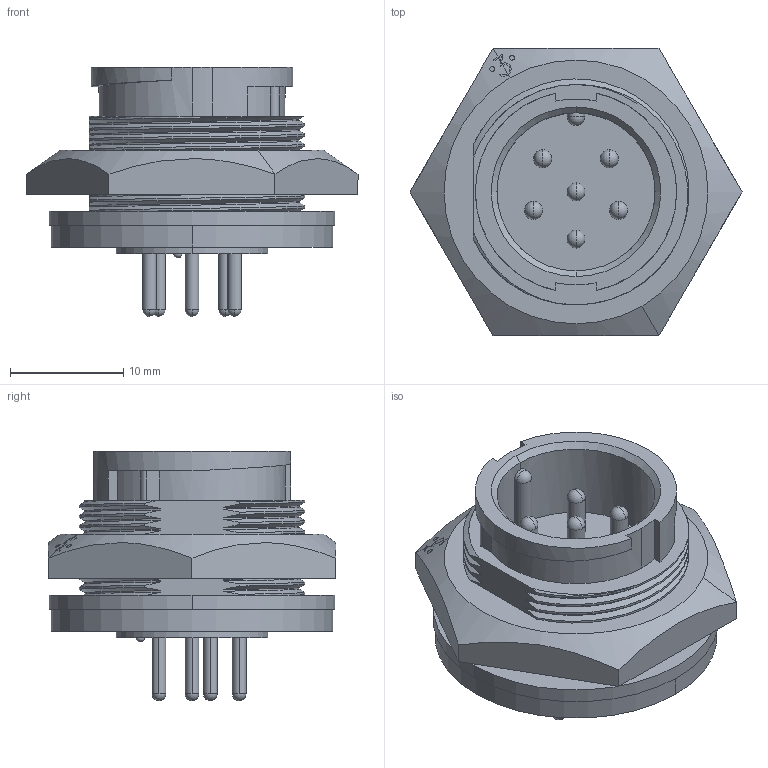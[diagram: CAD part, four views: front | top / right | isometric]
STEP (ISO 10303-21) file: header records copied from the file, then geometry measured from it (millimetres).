
FILE_DESCRIPTION (( 'STEP AP203' ), '1' );
FILE_NAME ('4381-6PG-300.STEP', '2020-10-08T15:54:03', ( '' ), ( '' ), 'SwSTEP 2.0', 'SolidWorks 2020', '' );
FILE_SCHEMA (( 'CONFIG_CONTROL_DESIGN' ));
Length unit declared in the file: inch
Products named in the file (1): 4381-6PG-300
Bounding box: 29.33 x 25.4 x 22.02 mm (x, y, z)
Volume: 5000.6 mm3; surface area: 3354.1 mm2
Topology: 1 solids, 1 shells, 327 faces, 914 edges, 595 vertices
Faces by surface type: plane 142, bspline 79, cylinder 66, sphere 26, cone 14
Entity records: 17804 total; most frequent: CARTESIAN_POINT 10190, ORIENTED_EDGE 1772, DIRECTION 1244, EDGE_CURVE 886, VERTEX_POINT 593, VECTOR 440, LINE 440, AXIS2_PLACEMENT_3D 402
